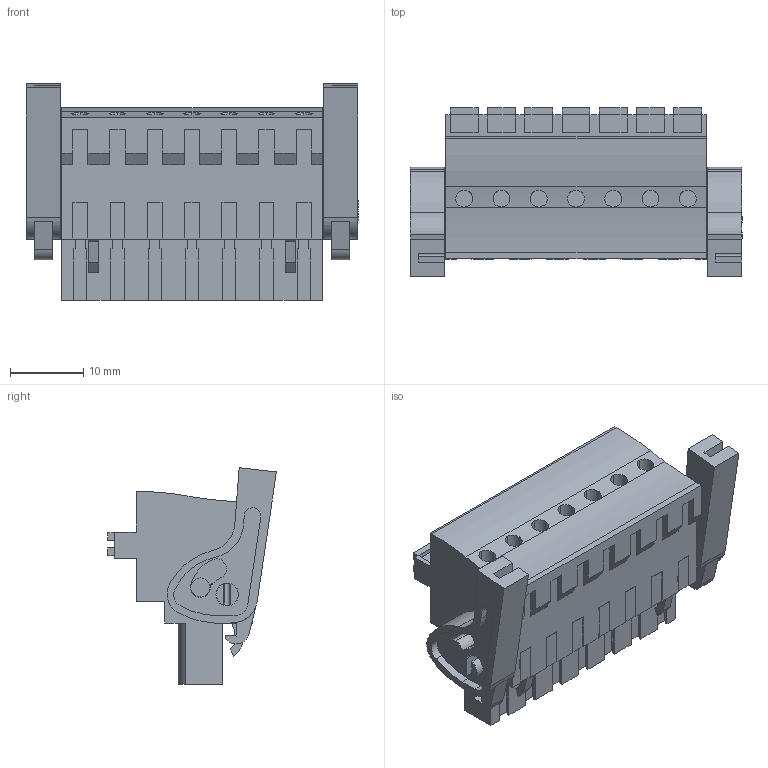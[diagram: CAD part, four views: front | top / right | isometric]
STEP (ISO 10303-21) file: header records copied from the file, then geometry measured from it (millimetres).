
FILE_DESCRIPTION(('CATIA V5 STEP Exchange','CAx-IF Rec.Pracs.--- Model Styling and Organization---1.2---2011-12-15'),'2;1');
FILE_NAME ('D1461196_0_1983130000_1983130000.stp','2017-10-30T15:47:09+00:00',('none'),('Weidmueller'),'CATIA Version 5-6 Release 2014','CATIA V5 STEP AP214','none');
FILE_SCHEMA(('AUTOMOTIVE_DESIGN { 1 0 10303 214 1 1 1 1 }'));
Length unit declared in the file: millimetre
Products named in the file (1): 1983130000
Bounding box: 45.26 x 23.02 x 29.52 mm (x, y, z)
Volume: 11621.8 mm3; surface area: 7157.8 mm2
Topology: 10 solids, 10 shells, 628 faces, 1728 edges, 1160 vertices
Faces by surface type: plane 491, cylinder 137
Entity records: 18295 total; most frequent: CARTESIAN_POINT 3459, ORIENTED_EDGE 3456, DIRECTION 2360, EDGE_CURVE 1728, VECTOR 1430, LINE 1430, VERTEX_POINT 1160, EDGE_LOOP 676
